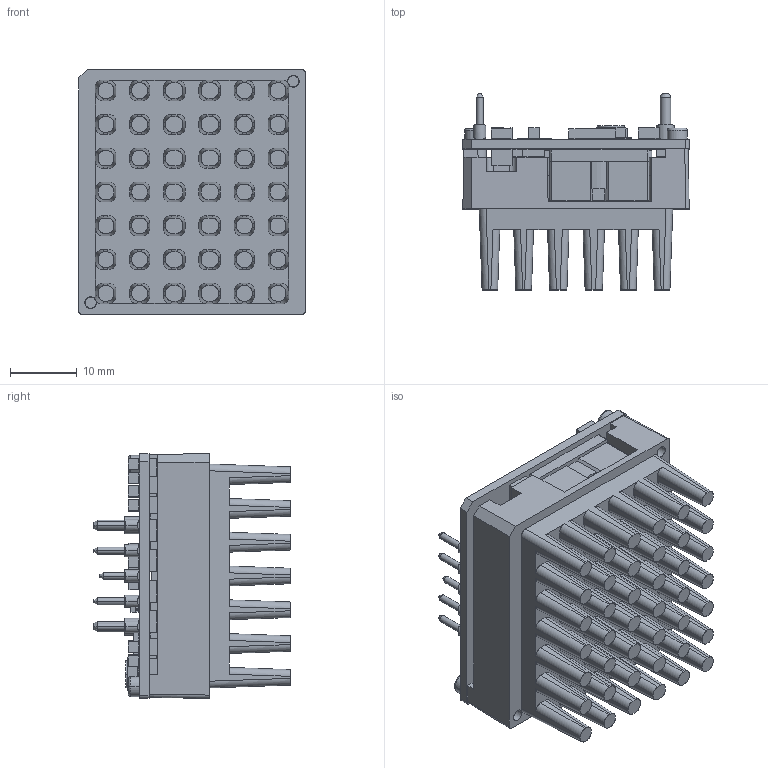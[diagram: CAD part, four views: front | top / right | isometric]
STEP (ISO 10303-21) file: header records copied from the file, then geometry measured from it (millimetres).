
FILE_DESCRIPTION((''),'2;1');
FILE_NAME('I7A_ZP00311_ASM','2024-07-31T11:05:33',('Cyrus.Cheng'),(''),'CREO PARAMETRIC BY PTC INC, 2023073','CREO PARAMETRIC BY PTC INC, 2023073','');
FILE_SCHEMA(('AUTOMOTIVE_DESIGN { 1 0 10303 214 1 1 1 1 }'));
Length unit declared in the file: inch
Products named in the file (19): I7A_PWB; CDEP147; 1210_CAP_2R5MM; MLP_3MMX3MM; 1206_CAP_COLOR; TQFP_7X7; CDC4D20_COLOR; 0805_CAP_COLOR; 0805_RES; LLP-8_COLOR; SC70-5_COLOR; ZP00206_01; ZP00166_01; ZP00232_01; AP00115_LABEL; I7A_BARE_UNIT_ASM; ZP00264_SIMPLE; ZP00311_MP_00; I7A_ZP00311_ASM
Assembly tree (54 placements, depth 3):
  I7A_ZP00311_ASM
    I7A_BARE_UNIT_ASM
      I7A_PWB
      CDEP147  x2
      1210_CAP_2R5MM  x7
      MLP_3MMX3MM  x8
      1206_CAP_COLOR  x14
      TQFP_7X7
      CDC4D20_COLOR
      0805_CAP_COLOR
      0805_RES
      LLP-8_COLOR
      SC70-5_COLOR
      ZP00206_01  x2
      ZP00166_01  x4
      ZP00232_01  x4
      AP00115_LABEL  x2
    ZP00264_SIMPLE  x2
    ZP00311_MP_00
Bounding box: 34.04 x 29.54 x 36.83 mm (x, y, z)
Volume: 16981.5 mm3; surface area: 14288.4 mm2
Topology: 53 solids, 63 shells, 1472 faces, 3773 edges, 2464 vertices
Faces by surface type: plane 1027, cylinder 357, cone 84, torus 4
Entity records: 33297 total; most frequent: CARTESIAN_POINT 7281, ORIENTED_EDGE 4614, DIRECTION 4087, EDGE_CURVE 2307, VECTOR 1621, LINE 1621, VERTEX_POINT 1518, AXIS2_PLACEMENT_3D 1233
